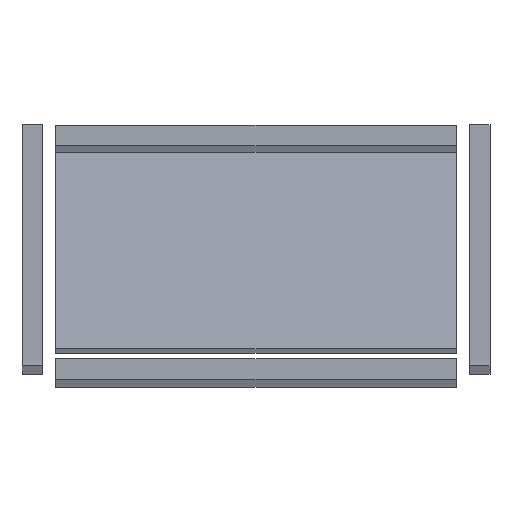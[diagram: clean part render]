
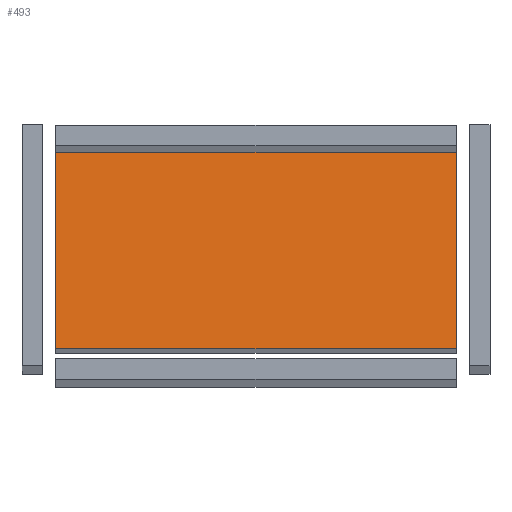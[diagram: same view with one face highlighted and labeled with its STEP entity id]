
A CAD part, top view. The second image highlights one B-rep face of the part: STEP entity #493.
In plain terms, the highlighted planar face has unit normal (0, 0.122, 0.993).
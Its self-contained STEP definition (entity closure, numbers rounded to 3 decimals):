
#37=FACE_OUTER_BOUND('',#66,.T.);
#66=EDGE_LOOP('',(#384,#385,#386,#387));
#115=LINE('',#758,#180);
#118=LINE('',#764,#183);
#119=LINE('',#765,#184);
#120=LINE('',#766,#185);
#180=VECTOR('',#622,10.);
#183=VECTOR('',#627,10.);
#184=VECTOR('',#628,10.);
#185=VECTOR('',#629,10.);
#235=VERTEX_POINT('',#756);
#236=VERTEX_POINT('',#757);
#237=VERTEX_POINT('',#762);
#238=VERTEX_POINT('',#763);
#289=EDGE_CURVE('',#235,#236,#115,.T.);
#292=EDGE_CURVE('',#237,#238,#118,.T.);
#293=EDGE_CURVE('',#238,#236,#119,.T.);
#294=EDGE_CURVE('',#235,#237,#120,.T.);
#384=ORIENTED_EDGE('',*,*,#292,.T.);
#385=ORIENTED_EDGE('',*,*,#293,.T.);
#386=ORIENTED_EDGE('',*,*,#289,.F.);
#387=ORIENTED_EDGE('',*,*,#294,.T.);
#464=PLANE('',#539);
#493=ADVANCED_FACE('',(#37),#464,.T.);
#539=AXIS2_PLACEMENT_3D('',#761,#625,#626);
#622=DIRECTION('',(1.,0.,0.));
#625=DIRECTION('center_axis',(0.,0.122,0.993));
#626=DIRECTION('ref_axis',(1.,0.,0.));
#627=DIRECTION('',(1.,0.,0.));
#628=DIRECTION('',(0.,0.993,-0.122));
#629=DIRECTION('',(0.,-0.993,0.122));
#756=CARTESIAN_POINT('',(0.,145.,10.));
#757=CARTESIAN_POINT('',(295.,145.,10.));
#758=CARTESIAN_POINT('',(147.5,145.,10.));
#761=CARTESIAN_POINT('Origin',(147.5,73.04,18.836));
#762=CARTESIAN_POINT('',(0.,0.,27.804));
#763=CARTESIAN_POINT('',(295.,0.,27.804));
#764=CARTESIAN_POINT('',(73.75,0.,27.804));
#765=CARTESIAN_POINT('',(295.,38.202,23.113));
#766=CARTESIAN_POINT('',(0.,109.625,14.344));
